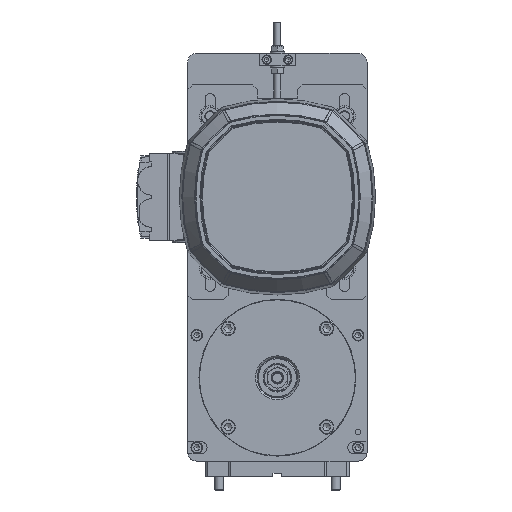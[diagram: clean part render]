
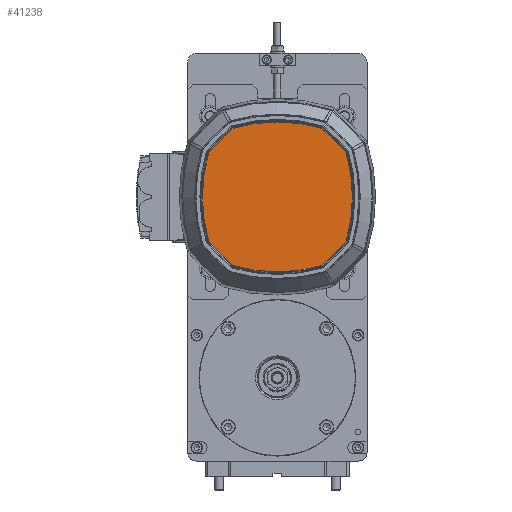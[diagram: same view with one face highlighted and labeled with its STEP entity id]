
A CAD part, left-side view. The second image highlights one B-rep face of the part: STEP entity #41238.
In plain terms, the highlighted planar face has unit normal (-1, 0, 0).
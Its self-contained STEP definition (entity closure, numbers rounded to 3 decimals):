
#937=PLANE('',#56515);
#10097=ORIENTED_EDGE('',*,*,#22066,.T.);
#10098=ORIENTED_EDGE('',*,*,#22060,.T.);
#10099=ORIENTED_EDGE('',*,*,#22062,.T.);
#10100=ORIENTED_EDGE('',*,*,#22068,.T.);
#10101=ORIENTED_EDGE('',*,*,#22074,.T.);
#10102=ORIENTED_EDGE('',*,*,#22080,.T.);
#10103=ORIENTED_EDGE('',*,*,#22078,.T.);
#10104=ORIENTED_EDGE('',*,*,#22072,.T.);
#22060=EDGE_CURVE('',#28401,#28404,#32704,.T.);
#22062=EDGE_CURVE('',#28404,#28406,#32705,.T.);
#22066=EDGE_CURVE('',#28407,#28401,#32708,.T.);
#22068=EDGE_CURVE('',#28406,#28410,#32709,.T.);
#22072=EDGE_CURVE('',#28411,#28407,#32712,.T.);
#22074=EDGE_CURVE('',#28410,#28414,#32713,.T.);
#22078=EDGE_CURVE('',#28415,#28411,#32716,.T.);
#22080=EDGE_CURVE('',#28414,#28415,#32718,.T.);
#28401=VERTEX_POINT('',#73916);
#28404=VERTEX_POINT('',#73929);
#28406=VERTEX_POINT('',#73941);
#28407=VERTEX_POINT('',#73953);
#28410=VERTEX_POINT('',#73968);
#28411=VERTEX_POINT('',#73980);
#28414=VERTEX_POINT('',#73994);
#28415=VERTEX_POINT('',#74006);
#32704=CIRCLE('',#56477,178.172);
#32705=CIRCLE('',#56479,298.172);
#32708=CIRCLE('',#56483,298.172);
#32709=CIRCLE('',#56485,178.172);
#32712=CIRCLE('',#56489,178.172);
#32713=CIRCLE('',#56491,298.172);
#32716=CIRCLE('',#56495,298.172);
#32718=CIRCLE('',#56498,178.172);
#34677=EDGE_LOOP('',(#10097,#10098,#10099,#10100,#10101,#10102,#10103,#10104));
#37765=FACE_BOUND('',#34677,.T.);
#41238=ADVANCED_FACE('',(#37765),#937,.T.);
#56477=AXIS2_PLACEMENT_3D('',#73930,#61234,#61235);
#56479=AXIS2_PLACEMENT_3D('',#73942,#61238,#61239);
#56483=AXIS2_PLACEMENT_3D('',#73956,#61246,#61247);
#56485=AXIS2_PLACEMENT_3D('',#73969,#61250,#61251);
#56489=AXIS2_PLACEMENT_3D('',#73983,#61258,#61259);
#56491=AXIS2_PLACEMENT_3D('',#73995,#61262,#61263);
#56495=AXIS2_PLACEMENT_3D('',#74009,#61270,#61271);
#56498=AXIS2_PLACEMENT_3D('',#74012,#61276,#61277);
#56515=AXIS2_PLACEMENT_3D('',#74125,#61310,#61311);
#61234=DIRECTION('',(-1.,0.,0.));
#61235=DIRECTION('',(0.,0.,1.));
#61238=DIRECTION('',(-1.,0.,0.));
#61239=DIRECTION('',(0.,0.,1.));
#61246=DIRECTION('',(-1.,0.,0.));
#61247=DIRECTION('',(0.,0.,1.));
#61250=DIRECTION('',(-1.,0.,0.));
#61251=DIRECTION('',(0.,0.,1.));
#61258=DIRECTION('',(-1.,0.,0.));
#61259=DIRECTION('',(0.,0.,1.));
#61262=DIRECTION('',(-1.,0.,0.));
#61263=DIRECTION('',(0.,0.,1.));
#61270=DIRECTION('',(-1.,0.,0.));
#61271=DIRECTION('',(0.,0.,1.));
#61276=DIRECTION('',(-1.,0.,0.));
#61277=DIRECTION('',(0.,0.,1.));
#61310=DIRECTION('',(-1.,0.,0.));
#61311=DIRECTION('',(0.,0.,1.));
#73916=CARTESIAN_POINT('',(-629.5,-76.654,247.277));
#73929=CARTESIAN_POINT('',(-629.5,-76.654,346.303));
#73930=CARTESIAN_POINT('',(-629.5,94.5,296.79));
#73941=CARTESIAN_POINT('',(-629.5,-49.513,373.444));
#73942=CARTESIAN_POINT('',(-629.5,147.319,149.471));
#73953=CARTESIAN_POINT('',(-629.5,-49.513,220.136));
#73956=CARTESIAN_POINT('',(-629.5,147.319,444.109));
#73968=CARTESIAN_POINT('',(-629.5,49.513,373.444));
#73969=CARTESIAN_POINT('',(-629.5,0.,202.29));
#73980=CARTESIAN_POINT('',(-629.5,49.513,220.136));
#73983=CARTESIAN_POINT('',(-629.5,0.,391.29));
#73994=CARTESIAN_POINT('',(-629.5,76.654,346.303));
#73995=CARTESIAN_POINT('',(-629.5,-147.319,149.471));
#74006=CARTESIAN_POINT('',(-629.5,76.654,247.277));
#74009=CARTESIAN_POINT('',(-629.5,-147.319,444.109));
#74012=CARTESIAN_POINT('',(-629.5,-94.5,296.79));
#74125=CARTESIAN_POINT('',(-629.5,-73.659,175.881));
